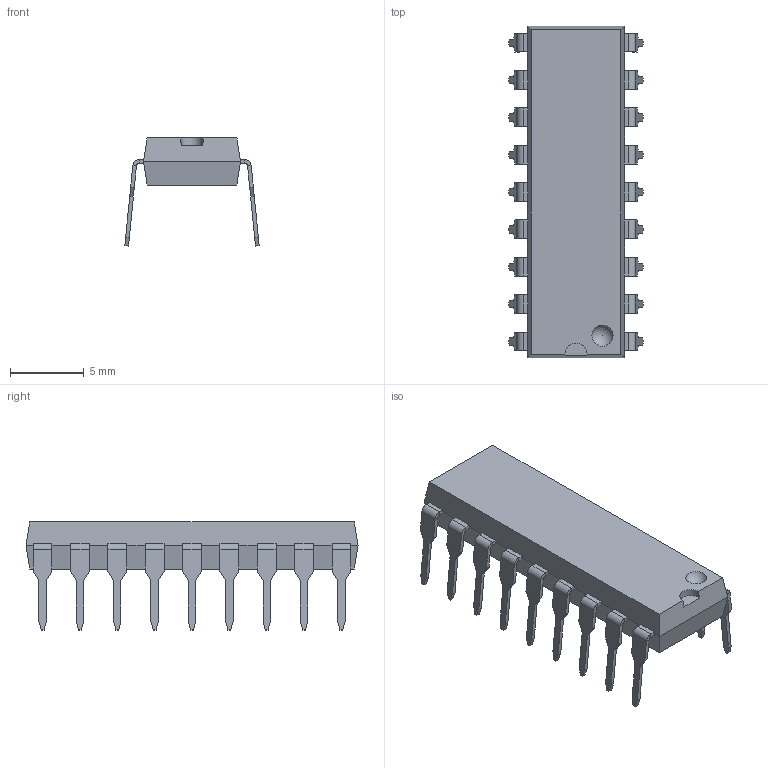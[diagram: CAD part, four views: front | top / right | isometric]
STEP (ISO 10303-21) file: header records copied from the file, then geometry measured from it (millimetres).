
FILE_DESCRIPTION(('FreeCAD Model'),'2;1');
FILE_NAME('DIP-18 N.step','2021-07-02T18:58:44',( ''),(''),'Open CASCADE STEP processor 7.3','FreeCAD','Unknown');
FILE_SCHEMA(('AUTOMOTIVE_DESIGN { 1 0 10303 214 1 1 1 1 }'));
Length unit declared in the file: millimetre
Products named in the file (1): 18_Pin_DIP
Bounding box: 9.14 x 22.58 x 7.35 mm (x, y, z)
Volume: 475.5 mm3; surface area: 690.5 mm2
Topology: 1 solids, 1 shells, 355 faces, 911 edges, 558 vertices
Faces by surface type: plane 309, cylinder 37, bspline 8, sphere 1
Entity records: 24602 total; most frequent: CARTESIAN_POINT 5498, DIRECTION 2536, ORIENTED_EDGE 1820, PCURVE 1820, DEFINITIONAL_REPRESENTATION 1820, LINE 1649, VECTOR 1649, B_SPLINE_CURVE_WITH_KNOTS 930
